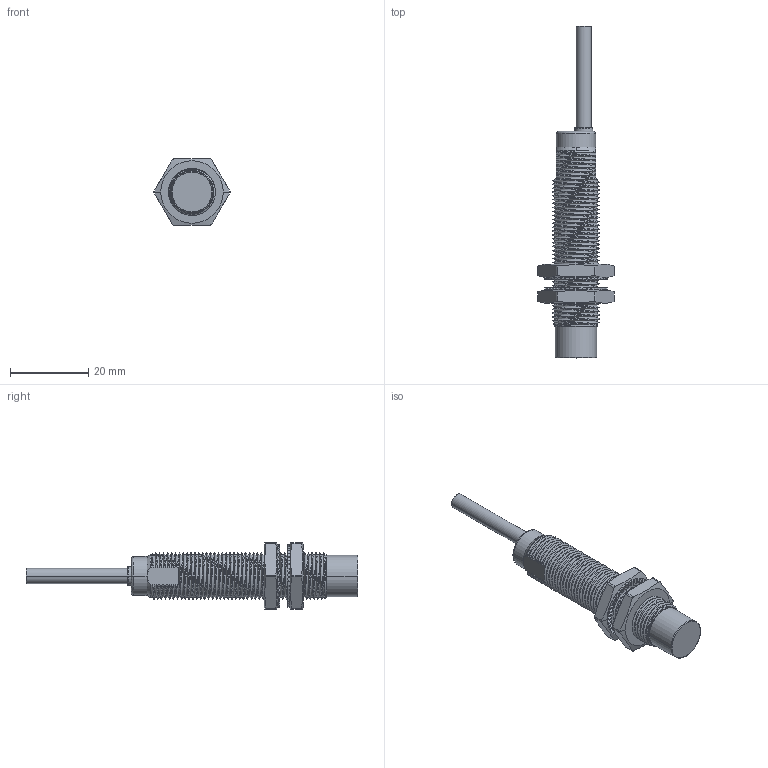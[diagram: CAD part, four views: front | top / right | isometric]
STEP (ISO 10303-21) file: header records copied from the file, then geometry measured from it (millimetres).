
FILE_DESCRIPTION(/* description */ (''),/* implementation_level */ '2;1');
FILE_NAME(/* name */ 'CAD_SI_ZG12-N-PN_V1.0（总长调到58）.stp',/* time_stamp */ '2026-01-04T17:10:11+08:00',/* author */ (''),/* organization */ (''),/* preprocessor_version */ 'ST-DEVELOPER v16',/* originating_system */ 'SIEMENS PLM Software NX 10.0',/* authorisation */ '');
FILE_SCHEMA (('AUTOMOTIVE_DESIGN { 1 0 10303 214 3 1 1 1 }'));
Length unit declared in the file: millimetre
Products named in the file (1): Admi0744F406belr
Bounding box: 19.48 x 85 x 17 mm (x, y, z)
Volume: 6963.1 mm3; surface area: 4692.9 mm2
Topology: 3 solids, 3 shells, 583 faces, 1702 edges, 1128 vertices
Faces by surface type: cylinder 303, plane 205, bspline 54, cone 15, torus 6
Entity records: 32857 total; most frequent: CARTESIAN_POINT 19570, ORIENTED_EDGE 3404, DIRECTION 1707, EDGE_CURVE 1702, VERTEX_POINT 1128, B_SPLINE_CURVE_WITH_KNOTS 1117, AXIS2_PLACEMENT_3D 592, EDGE_LOOP 590
